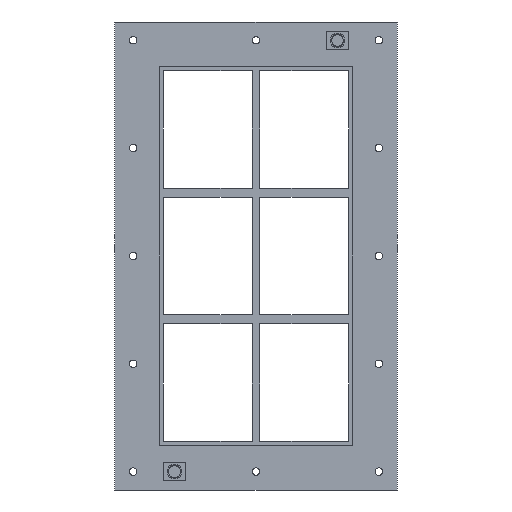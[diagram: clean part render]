
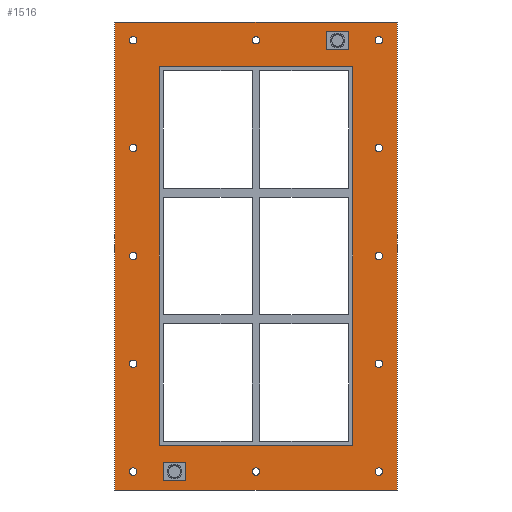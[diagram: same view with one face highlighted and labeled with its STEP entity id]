
A CAD part, front view. The second image highlights one B-rep face of the part: STEP entity #1516.
In plain terms, the highlighted planar face has unit normal (0, -1, 0).
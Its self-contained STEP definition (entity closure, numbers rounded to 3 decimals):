
#84=CARTESIAN_POINT('',(-161.5,0.0,-292.25));
#85=VERTEX_POINT('',#84);
#86=CARTESIAN_POINT('',(-166.5,0.0,-292.25));
#87=DIRECTION('',(0.0,1.0,0.0));
#88=DIRECTION('',(1.0,0.0,0.0));
#89=AXIS2_PLACEMENT_3D('',#86,#87,#88);
#90=CIRCLE('',#89,5.0);
#91=EDGE_CURVE('',#85,#85,#90,.T.);
#112=CARTESIAN_POINT('',(171.5,0.0,-146.05));
#113=VERTEX_POINT('',#112);
#114=CARTESIAN_POINT('',(166.5,0.0,-146.05));
#115=DIRECTION('',(0.0,1.0,0.0));
#116=DIRECTION('',(1.0,0.0,0.0));
#117=AXIS2_PLACEMENT_3D('',#114,#115,#116);
#118=CIRCLE('',#117,5.0);
#119=EDGE_CURVE('',#113,#113,#118,.T.);
#140=CARTESIAN_POINT('',(-161.5,0.0,-146.05));
#141=VERTEX_POINT('',#140);
#142=CARTESIAN_POINT('',(-166.5,0.0,-146.05));
#143=DIRECTION('',(0.0,1.0,0.0));
#144=DIRECTION('',(1.0,0.0,0.0));
#145=AXIS2_PLACEMENT_3D('',#142,#143,#144);
#146=CIRCLE('',#145,5.0);
#147=EDGE_CURVE('',#141,#141,#146,.T.);
#168=CARTESIAN_POINT('',(171.5,0.0,0.15));
#169=VERTEX_POINT('',#168);
#170=CARTESIAN_POINT('',(166.5,0.0,0.15));
#171=DIRECTION('',(0.0,1.0,0.0));
#172=DIRECTION('',(1.0,0.0,0.0));
#173=AXIS2_PLACEMENT_3D('',#170,#171,#172);
#174=CIRCLE('',#173,5.0);
#175=EDGE_CURVE('',#169,#169,#174,.T.);
#196=CARTESIAN_POINT('',(-161.5,0.0,0.15));
#197=VERTEX_POINT('',#196);
#198=CARTESIAN_POINT('',(-166.5,0.0,0.15));
#199=DIRECTION('',(0.0,1.0,0.0));
#200=DIRECTION('',(1.0,0.0,0.0));
#201=AXIS2_PLACEMENT_3D('',#198,#199,#200);
#202=CIRCLE('',#201,5.0);
#203=EDGE_CURVE('',#197,#197,#202,.T.);
#224=CARTESIAN_POINT('',(171.5,0.0,146.35));
#225=VERTEX_POINT('',#224);
#226=CARTESIAN_POINT('',(166.5,0.0,146.35));
#227=DIRECTION('',(0.0,1.0,0.0));
#228=DIRECTION('',(1.0,0.0,0.0));
#229=AXIS2_PLACEMENT_3D('',#226,#227,#228);
#230=CIRCLE('',#229,5.0);
#231=EDGE_CURVE('',#225,#225,#230,.T.);
#252=CARTESIAN_POINT('',(-161.5,0.0,146.35));
#253=VERTEX_POINT('',#252);
#254=CARTESIAN_POINT('',(-166.5,0.0,146.35));
#255=DIRECTION('',(0.0,1.0,0.0));
#256=DIRECTION('',(1.0,0.0,0.0));
#257=AXIS2_PLACEMENT_3D('',#254,#255,#256);
#258=CIRCLE('',#257,5.0);
#259=EDGE_CURVE('',#253,#253,#258,.T.);
#280=CARTESIAN_POINT('',(5.,0.0,292.55));
#281=VERTEX_POINT('',#280);
#282=CARTESIAN_POINT('',(0.,0.0,292.55));
#283=DIRECTION('',(0.0,1.0,0.0));
#284=DIRECTION('',(1.0,0.0,0.0));
#285=AXIS2_PLACEMENT_3D('',#282,#283,#284);
#286=CIRCLE('',#285,5.0);
#287=EDGE_CURVE('',#281,#281,#286,.T.);
#308=CARTESIAN_POINT('',(5.,0.0,-292.25));
#309=VERTEX_POINT('',#308);
#310=CARTESIAN_POINT('',(0.,0.0,-292.25));
#311=DIRECTION('',(0.0,1.0,0.0));
#312=DIRECTION('',(1.0,0.0,0.0));
#313=AXIS2_PLACEMENT_3D('',#310,#311,#312);
#314=CIRCLE('',#313,5.0);
#315=EDGE_CURVE('',#309,#309,#314,.T.);
#336=CARTESIAN_POINT('',(171.5,0.0,-292.25));
#337=VERTEX_POINT('',#336);
#338=CARTESIAN_POINT('',(166.5,0.0,-292.25));
#339=DIRECTION('',(0.0,1.0,0.0));
#340=DIRECTION('',(1.0,0.0,0.0));
#341=AXIS2_PLACEMENT_3D('',#338,#339,#340);
#342=CIRCLE('',#341,5.0);
#343=EDGE_CURVE('',#337,#337,#342,.T.);
#364=CARTESIAN_POINT('',(-161.5,0.0,292.55));
#365=VERTEX_POINT('',#364);
#366=CARTESIAN_POINT('',(-166.5,0.0,292.55));
#367=DIRECTION('',(0.0,1.0,0.0));
#368=DIRECTION('',(1.0,0.0,0.0));
#369=AXIS2_PLACEMENT_3D('',#366,#367,#368);
#370=CIRCLE('',#369,5.0);
#371=EDGE_CURVE('',#365,#365,#370,.T.);
#392=CARTESIAN_POINT('',(171.5,0.0,292.55));
#393=VERTEX_POINT('',#392);
#394=CARTESIAN_POINT('',(166.5,0.0,292.55));
#395=DIRECTION('',(0.0,1.0,0.0));
#396=DIRECTION('',(1.0,0.0,0.0));
#397=AXIS2_PLACEMENT_3D('',#394,#395,#396);
#398=CIRCLE('',#397,5.0);
#399=EDGE_CURVE('',#393,#393,#398,.T.);
#1371=CARTESIAN_POINT('',(0.0,0.0,0.));
#1372=DIRECTION('',(0.0,1.0,0.0));
#1373=DIRECTION('',(0.0,0.0,1.0));
#1374=AXIS2_PLACEMENT_3D('',#1371,#1372,#1373);
#1375=PLANE('',#1374);
#1376=CARTESIAN_POINT('',(-191.5,0.0,317.25));
#1377=VERTEX_POINT('',#1376);
#1378=CARTESIAN_POINT('',(191.5,0.0,317.25));
#1379=VERTEX_POINT('',#1378);
#1380=CARTESIAN_POINT('',(-191.5,0.0,317.25));
#1381=DIRECTION('',(1.0,0.0,0.0));
#1382=VECTOR('',#1381,383.0);
#1383=LINE('',#1380,#1382);
#1384=EDGE_CURVE('',#1377,#1379,#1383,.T.);
#1385=ORIENTED_EDGE('',*,*,#1384,.F.);
#1386=CARTESIAN_POINT('',(-191.5,0.0,-317.25));
#1387=VERTEX_POINT('',#1386);
#1388=CARTESIAN_POINT('',(-191.5,0.0,-317.25));
#1389=DIRECTION('',(0.0,0.0,1.0));
#1390=VECTOR('',#1389,634.5);
#1391=LINE('',#1388,#1390);
#1392=EDGE_CURVE('',#1387,#1377,#1391,.T.);
#1393=ORIENTED_EDGE('',*,*,#1392,.F.);
#1394=CARTESIAN_POINT('',(191.5,0.0,-317.25));
#1395=VERTEX_POINT('',#1394);
#1396=CARTESIAN_POINT('',(191.5,0.0,-317.25));
#1397=DIRECTION('',(-1.0,0.0,0.0));
#1398=VECTOR('',#1397,383.0);
#1399=LINE('',#1396,#1398);
#1400=EDGE_CURVE('',#1395,#1387,#1399,.T.);
#1401=ORIENTED_EDGE('',*,*,#1400,.F.);
#1402=CARTESIAN_POINT('',(191.5,0.0,317.25));
#1403=DIRECTION('',(0.0,0.0,-1.0));
#1404=VECTOR('',#1403,634.5);
#1405=LINE('',#1402,#1404);
#1406=EDGE_CURVE('',#1379,#1395,#1405,.T.);
#1407=ORIENTED_EDGE('',*,*,#1406,.F.);
#1408=EDGE_LOOP('',(#1385,#1393,#1401,#1407));
#1409=FACE_OUTER_BOUND('',#1408,.T.);
#1410=ORIENTED_EDGE('',*,*,#91,.T.);
#1411=EDGE_LOOP('',(#1410));
#1412=FACE_BOUND('',#1411,.T.);
#1413=ORIENTED_EDGE('',*,*,#119,.T.);
#1414=EDGE_LOOP('',(#1413));
#1415=FACE_BOUND('',#1414,.T.);
#1416=ORIENTED_EDGE('',*,*,#147,.T.);
#1417=EDGE_LOOP('',(#1416));
#1418=FACE_BOUND('',#1417,.T.);
#1419=ORIENTED_EDGE('',*,*,#175,.T.);
#1420=EDGE_LOOP('',(#1419));
#1421=FACE_BOUND('',#1420,.T.);
#1422=ORIENTED_EDGE('',*,*,#203,.T.);
#1423=EDGE_LOOP('',(#1422));
#1424=FACE_BOUND('',#1423,.T.);
#1425=ORIENTED_EDGE('',*,*,#231,.T.);
#1426=EDGE_LOOP('',(#1425));
#1427=FACE_BOUND('',#1426,.T.);
#1428=ORIENTED_EDGE('',*,*,#259,.T.);
#1429=EDGE_LOOP('',(#1428));
#1430=FACE_BOUND('',#1429,.T.);
#1431=ORIENTED_EDGE('',*,*,#287,.T.);
#1432=EDGE_LOOP('',(#1431));
#1433=FACE_BOUND('',#1432,.T.);
#1434=ORIENTED_EDGE('',*,*,#315,.T.);
#1435=EDGE_LOOP('',(#1434));
#1436=FACE_BOUND('',#1435,.T.);
#1437=ORIENTED_EDGE('',*,*,#343,.T.);
#1438=EDGE_LOOP('',(#1437));
#1439=FACE_BOUND('',#1438,.T.);
#1440=ORIENTED_EDGE('',*,*,#371,.T.);
#1441=EDGE_LOOP('',(#1440));
#1442=FACE_BOUND('',#1441,.T.);
#1443=ORIENTED_EDGE('',*,*,#399,.T.);
#1444=EDGE_LOOP('',(#1443));
#1445=FACE_BOUND('',#1444,.T.);
#1446=CARTESIAN_POINT('',(-129.5,0.0,257.25));
#1447=VERTEX_POINT('',#1446);
#1448=CARTESIAN_POINT('',(-131.5,0.0,255.25));
#1449=VERTEX_POINT('',#1448);
#1450=CARTESIAN_POINT('',(-129.5,0.0,255.25));
#1451=DIRECTION('',(0.0,-1.0,0.0));
#1452=DIRECTION('',(-0.707,0.0,0.707));
#1453=AXIS2_PLACEMENT_3D('',#1450,#1451,#1452);
#1454=CIRCLE('',#1453,2.0);
#1455=EDGE_CURVE('',#1447,#1449,#1454,.T.);
#1456=ORIENTED_EDGE('',*,*,#1455,.F.);
#1457=CARTESIAN_POINT('',(129.5,0.0,257.25));
#1458=VERTEX_POINT('',#1457);
#1459=CARTESIAN_POINT('',(129.5,0.0,257.25));
#1460=DIRECTION('',(-1.0,0.0,0.0));
#1461=VECTOR('',#1460,259.0);
#1462=LINE('',#1459,#1461);
#1463=EDGE_CURVE('',#1458,#1447,#1462,.T.);
#1464=ORIENTED_EDGE('',*,*,#1463,.F.);
#1465=CARTESIAN_POINT('',(131.5,0.0,255.25));
#1466=VERTEX_POINT('',#1465);
#1467=CARTESIAN_POINT('',(129.5,0.0,255.25));
#1468=DIRECTION('',(0.0,-1.0,0.0));
#1469=DIRECTION('',(0.707,0.0,0.707));
#1470=AXIS2_PLACEMENT_3D('',#1467,#1468,#1469);
#1471=CIRCLE('',#1470,2.0);
#1472=EDGE_CURVE('',#1466,#1458,#1471,.T.);
#1473=ORIENTED_EDGE('',*,*,#1472,.F.);
#1474=CARTESIAN_POINT('',(131.5,0.0,-255.25));
#1475=VERTEX_POINT('',#1474);
#1476=CARTESIAN_POINT('',(131.5,0.0,-255.25));
#1477=DIRECTION('',(0.0,0.0,1.0));
#1478=VECTOR('',#1477,510.5);
#1479=LINE('',#1476,#1478);
#1480=EDGE_CURVE('',#1475,#1466,#1479,.T.);
#1481=ORIENTED_EDGE('',*,*,#1480,.F.);
#1482=CARTESIAN_POINT('',(129.5,0.0,-257.25));
#1483=VERTEX_POINT('',#1482);
#1484=CARTESIAN_POINT('',(129.5,0.0,-255.25));
#1485=DIRECTION('',(0.0,-1.0,0.0));
#1486=DIRECTION('',(0.707,0.0,-0.707));
#1487=AXIS2_PLACEMENT_3D('',#1484,#1485,#1486);
#1488=CIRCLE('',#1487,2.0);
#1489=EDGE_CURVE('',#1483,#1475,#1488,.T.);
#1490=ORIENTED_EDGE('',*,*,#1489,.F.);
#1491=CARTESIAN_POINT('',(-129.5,0.0,-257.25));
#1492=VERTEX_POINT('',#1491);
#1493=CARTESIAN_POINT('',(-129.5,0.0,-257.25));
#1494=DIRECTION('',(1.0,0.0,0.0));
#1495=VECTOR('',#1494,259.0);
#1496=LINE('',#1493,#1495);
#1497=EDGE_CURVE('',#1492,#1483,#1496,.T.);
#1498=ORIENTED_EDGE('',*,*,#1497,.F.);
#1499=CARTESIAN_POINT('',(-131.5,0.0,-255.25));
#1500=VERTEX_POINT('',#1499);
#1501=CARTESIAN_POINT('',(-129.5,0.0,-255.25));
#1502=DIRECTION('',(0.0,-1.0,0.0));
#1503=DIRECTION('',(-0.707,0.0,-0.707));
#1504=AXIS2_PLACEMENT_3D('',#1501,#1502,#1503);
#1505=CIRCLE('',#1504,2.0);
#1506=EDGE_CURVE('',#1500,#1492,#1505,.T.);
#1507=ORIENTED_EDGE('',*,*,#1506,.F.);
#1508=CARTESIAN_POINT('',(-131.5,0.0,255.25));
#1509=DIRECTION('',(0.0,0.0,-1.0));
#1510=VECTOR('',#1509,510.5);
#1511=LINE('',#1508,#1510);
#1512=EDGE_CURVE('',#1449,#1500,#1511,.T.);
#1513=ORIENTED_EDGE('',*,*,#1512,.F.);
#1514=EDGE_LOOP('',(#1456,#1464,#1473,#1481,#1490,#1498,#1507,#1513));
#1515=FACE_BOUND('',#1514,.T.);
#1516=ADVANCED_FACE('',(#1409,#1412,#1415,#1418,#1421,#1424,#1427,#1430,#1433,#1436,#1439,#1442,#1445,#1515),#1375,.F.);
